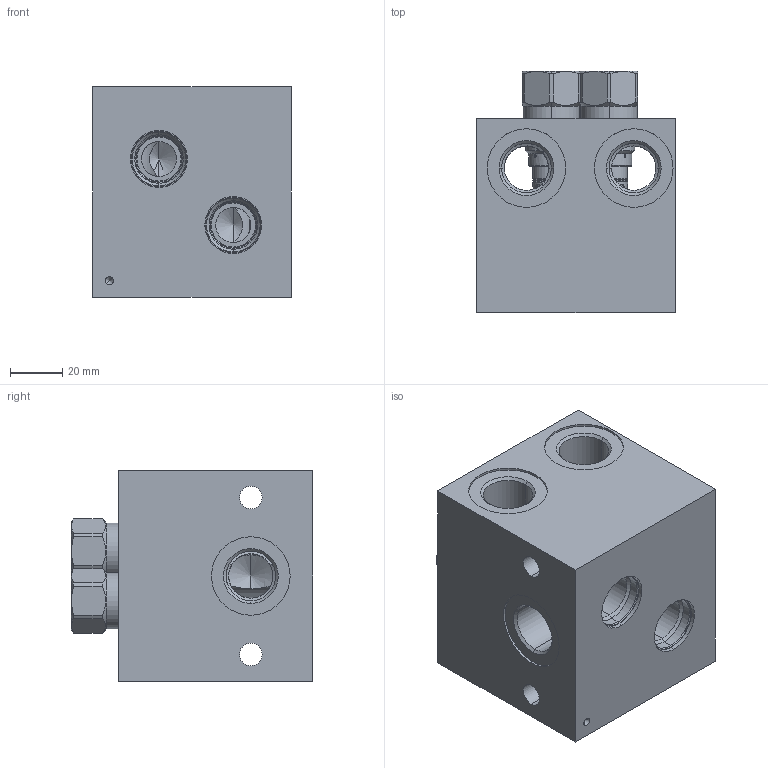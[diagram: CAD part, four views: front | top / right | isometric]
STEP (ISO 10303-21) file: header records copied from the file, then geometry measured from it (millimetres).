
FILE_DESCRIPTION((''),'2;1');
FILE_NAME('FMV_ASM','2019-07-29T',('ProEService'),(''),'PRO/ENGINEER BY PARAMETRIC TECHNOLOGY CORPORATION, 2014200','PRO/ENGINEER BY PARAMETRIC TECHNOLOGY CORPORATION, 2014200','');
FILE_SCHEMA(('CONFIG_CONTROL_DESIGN'));
Length unit declared in the file: inch
Products named in the file (3): 151-170-009; CXDAXAN; FMV_ASM
Assembly tree (3 placements, depth 2):
  FMV_ASM
    151-170-009
    CXDAXAN  x2
Bounding box: 76.2 x 92.89 x 80.98 mm (x, y, z)
Volume: 376188.8 mm3; surface area: 71242.4 mm2
Topology: 5 solids, 5 shells, 554 faces, 1587 edges, 1185 vertices
Faces by surface type: cylinder 274, cone 135, plane 81, torus 52, revolution 12
Entity records: 14889 total; most frequent: CARTESIAN_POINT 5104, DIRECTION 2074, ORIENTED_EDGE 1726, EDGE_CURVE 863, AXIS2_PLACEMENT_3D 769, VERTEX_POINT 532, VECTOR 530, LINE 530
